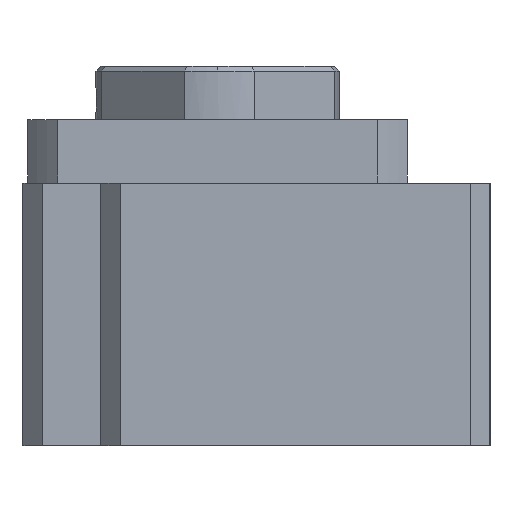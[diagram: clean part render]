
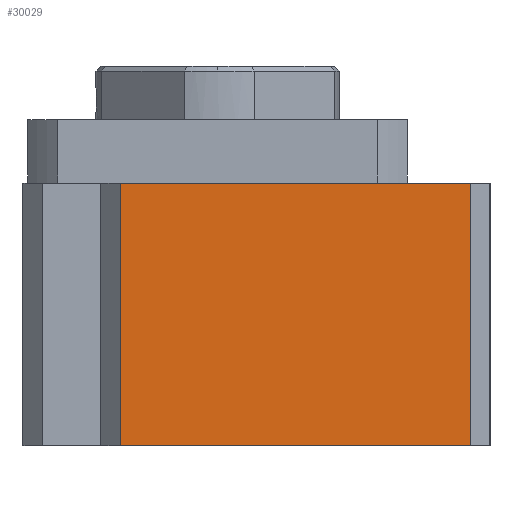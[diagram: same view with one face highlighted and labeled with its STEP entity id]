
A CAD part, left-side view. The second image highlights one B-rep face of the part: STEP entity #30029.
In plain terms, the highlighted planar face has unit normal (1, 0, 0).
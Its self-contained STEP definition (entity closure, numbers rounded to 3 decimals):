
#1711 = VECTOR ( 'NONE', #29983, 1000. ) ;
#2162 = CARTESIAN_POINT ( 'NONE',  ( -48.388, -30.996, 13.5 ) ) ;
#2480 = LINE ( 'NONE', #3827, #14880 ) ;
#3421 = CARTESIAN_POINT ( 'NONE',  ( -48.388, 5.004, 13.5 ) ) ;
#3715 = EDGE_CURVE ( 'NONE', #4807, #20227, #10519, .T. ) ;
#3827 = CARTESIAN_POINT ( 'NONE',  ( -48.388, -8.996, -13.5 ) ) ;
#4807 = VERTEX_POINT ( 'NONE', #22812 ) ;
#5174 = PLANE ( 'NONE',  #5425 ) ;
#5425 = AXIS2_PLACEMENT_3D ( 'NONE', #2162, #18458, #28688 ) ;
#6849 = ORIENTED_EDGE ( 'NONE', *, *, #12269, .F. ) ;
#8912 = DIRECTION ( 'NONE',  ( 0., 1., 0. ) ) ;
#10519 = LINE ( 'NONE', #25944, #20442 ) ;
#12269 = EDGE_CURVE ( 'NONE', #20227, #24175, #13266, .T. ) ;
#13266 = LINE ( 'NONE', #16647, #1711 ) ;
#13670 = FACE_OUTER_BOUND ( 'NONE', #22881, .T. ) ;
#14880 = VECTOR ( 'NONE', #8912, 1000. ) ;
#16647 = CARTESIAN_POINT ( 'NONE',  ( -48.388, 5.004, 0. ) ) ;
#18458 = DIRECTION ( 'NONE',  ( 1., 0., 0. ) ) ;
#18780 = ORIENTED_EDGE ( 'NONE', *, *, #30987, .T. ) ;
#20227 = VERTEX_POINT ( 'NONE', #3421 ) ;
#20442 = VECTOR ( 'NONE', #31231, 1000. ) ;
#21651 = DIRECTION ( 'NONE',  ( 0., 0., 1. ) ) ;
#22812 = CARTESIAN_POINT ( 'NONE',  ( -48.388, -30.996, 13.5 ) ) ;
#22881 = EDGE_LOOP ( 'NONE', ( #24587, #18780, #6849, #26701 ) ) ;
#24175 = VERTEX_POINT ( 'NONE', #28492 ) ;
#24587 = ORIENTED_EDGE ( 'NONE', *, *, #25559, .F. ) ;
#25559 = EDGE_CURVE ( 'NONE', #30151, #4807, #27584, .T. ) ;
#25944 = CARTESIAN_POINT ( 'NONE',  ( -48.388, -8.996, 13.5 ) ) ;
#26701 = ORIENTED_EDGE ( 'NONE', *, *, #3715, .F. ) ;
#26821 = CARTESIAN_POINT ( 'NONE',  ( -48.388, -30.996, 0. ) ) ;
#27584 = LINE ( 'NONE', #26821, #32973 ) ;
#28492 = CARTESIAN_POINT ( 'NONE',  ( -48.388, 5.004, -13.5 ) ) ;
#28688 = DIRECTION ( 'NONE',  ( 0., 0., -1. ) ) ;
#28799 = CARTESIAN_POINT ( 'NONE',  ( -48.388, -30.996, -13.5 ) ) ;
#29983 = DIRECTION ( 'NONE',  ( 0., 0., -1. ) ) ;
#30029 = ADVANCED_FACE ( 'NONE', ( #13670 ), #5174, .T. ) ;
#30151 = VERTEX_POINT ( 'NONE', #28799 ) ;
#30987 = EDGE_CURVE ( 'NONE', #30151, #24175, #2480, .T. ) ;
#31231 = DIRECTION ( 'NONE',  ( 0., 1., 0. ) ) ;
#32973 = VECTOR ( 'NONE', #21651, 1000. ) ;
